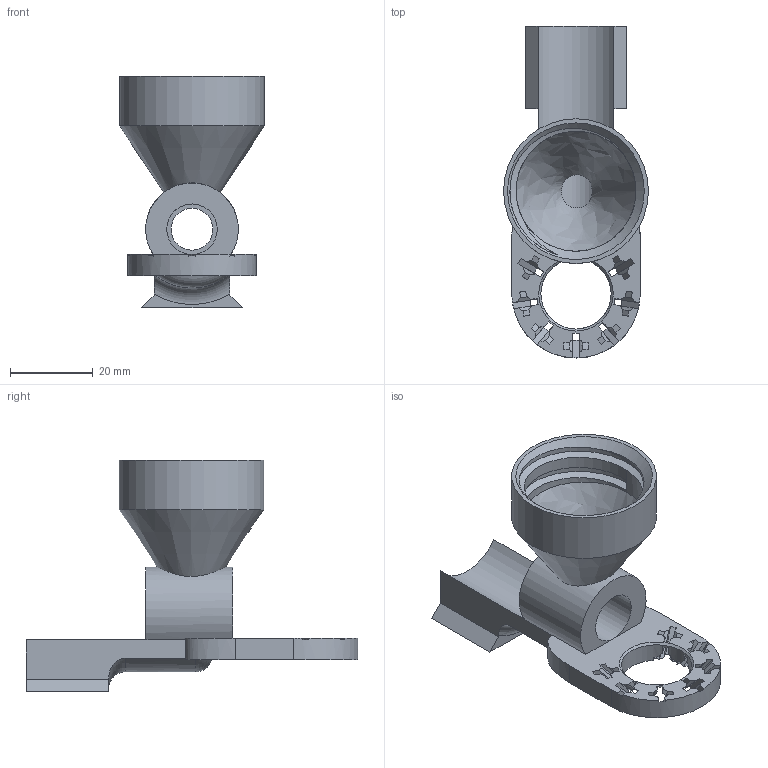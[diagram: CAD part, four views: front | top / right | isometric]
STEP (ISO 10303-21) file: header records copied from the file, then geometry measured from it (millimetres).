
FILE_DESCRIPTION(/* description */ ('STEP AP242','CAx-IF Rec.Pracs.---Representation and Presentation of Product Manufacturing Information (PMI)---4.0---2014-10-13','CAx-IF Rec.Pracs.---3D Tessellated Geometry---0.4---2014-09-14','2;1'),/* implementation_level */ '2;1');
FILE_NAME(/* name */ '67333be554ce8c25418676bd',/* time_stamp */ '2024-11-12T11:28:39Z',/* author */ (''),/* organization */ (''),/* preprocessor_version */ 'ST-DEVELOPER v20',/* originating_system */ 'ONSHAPE BY PTC INC, 1.189',/* authorisation */ ' ');
FILE_SCHEMA (('AP242_MANAGED_MODEL_BASED_3D_ENGINEERING_MIM_LF { 1 0 10303 442 1 1 4 }'));
Length unit declared in the file: metre
Products named in the file (1): DISP_HEAD_M8
Bounding box: 35 x 80.25 x 56 mm (x, y, z)
Volume: 19217.2 mm3; surface area: 13140.9 mm2
Topology: 1 solids, 1 shells, 152 faces, 474 edges, 313 vertices
Faces by surface type: plane 102, bspline 34, cylinder 12, torus 2, cone 2
Full cylindrical faces by diameter (mm): 10.1 x1, 12.2 x1, 17 x1, 29 x2, 35 x1
Entity records: 5978 total; most frequent: CARTESIAN_POINT 2007, ORIENTED_EDGE 914, DIRECTION 684, EDGE_CURVE 457, LINE 308, VECTOR 308, VERTEX_POINT 307, AXIS2_PLACEMENT_3D 188
